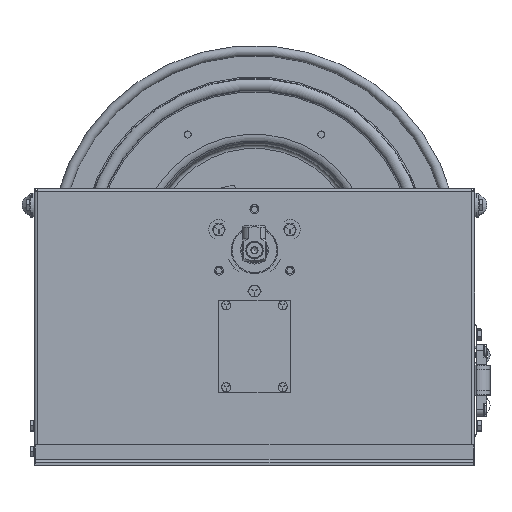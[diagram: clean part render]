
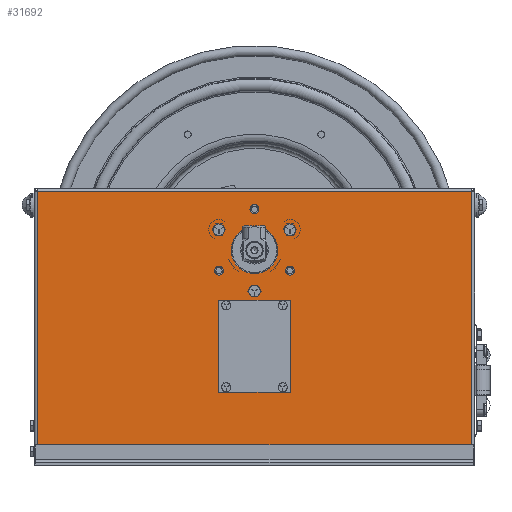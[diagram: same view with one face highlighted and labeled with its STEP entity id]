
A CAD part, top view. The second image highlights one B-rep face of the part: STEP entity #31692.
In plain terms, the highlighted planar face has unit normal (0, 0, 1).
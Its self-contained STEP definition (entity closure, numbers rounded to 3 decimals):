
#1636=FACE_BOUND('',#3375,.T.);
#1637=FACE_BOUND('',#3376,.T.);
#1638=FACE_BOUND('',#3377,.T.);
#1639=FACE_BOUND('',#3378,.T.);
#1640=FACE_BOUND('',#3379,.T.);
#1641=FACE_BOUND('',#3380,.T.);
#1642=FACE_BOUND('',#3381,.T.);
#1643=FACE_BOUND('',#3382,.T.);
#1644=FACE_BOUND('',#3383,.T.);
#1645=FACE_BOUND('',#3384,.T.);
#1646=FACE_BOUND('',#3385,.T.);
#1647=FACE_BOUND('',#3386,.T.);
#2347=PLANE('',#32667);
#2762=FACE_OUTER_BOUND('',#3374,.T.);
#3374=EDGE_LOOP('',(#24311,#24312,#24313,#24314));
#3375=EDGE_LOOP('',(#24315,#24316,#24317,#24318));
#3376=EDGE_LOOP('',(#24319));
#3377=EDGE_LOOP('',(#24320));
#3378=EDGE_LOOP('',(#24321));
#3379=EDGE_LOOP('',(#24322));
#3380=EDGE_LOOP('',(#24323));
#3381=EDGE_LOOP('',(#24324));
#3382=EDGE_LOOP('',(#24325));
#3383=EDGE_LOOP('',(#24326));
#3384=EDGE_LOOP('',(#24327));
#3385=EDGE_LOOP('',(#24328));
#3386=EDGE_LOOP('',(#24329));
#4700=CIRCLE('',#32668,0.155);
#4701=CIRCLE('',#32669,0.155);
#4702=CIRCLE('',#32670,0.155);
#4703=CIRCLE('',#32671,0.155);
#4704=CIRCLE('',#32672,0.22);
#4705=CIRCLE('',#32673,0.22);
#4706=CIRCLE('',#32674,0.22);
#4707=CIRCLE('',#32675,0.22);
#4708=CIRCLE('',#32676,0.22);
#4709=CIRCLE('',#32677,0.22);
#4710=CIRCLE('',#32678,1.14);
#5783=LINE('',#41157,#9187);
#5784=LINE('',#41163,#9188);
#5786=LINE('',#41169,#9190);
#5787=LINE('',#41170,#9191);
#5788=LINE('',#41173,#9192);
#5789=LINE('',#41175,#9193);
#5790=LINE('',#41177,#9194);
#5791=LINE('',#41178,#9195);
#9187=VECTOR('',#34365,13.351);
#9188=VECTOR('',#34372,21.201);
#9190=VECTOR('',#34378,21.201);
#9191=VECTOR('',#34379,13.351);
#9192=VECTOR('',#34380,4.);
#9193=VECTOR('',#34381,2.);
#9194=VECTOR('',#34382,4.);
#9195=VECTOR('',#34383,2.);
#12594=VERTEX_POINT('',#41154);
#12595=VERTEX_POINT('',#41156);
#12597=VERTEX_POINT('',#41162);
#12599=VERTEX_POINT('',#41168);
#12600=VERTEX_POINT('',#41171);
#12601=VERTEX_POINT('',#41172);
#12602=VERTEX_POINT('',#41174);
#12603=VERTEX_POINT('',#41176);
#12604=VERTEX_POINT('',#41179);
#12605=VERTEX_POINT('',#41181);
#12606=VERTEX_POINT('',#41183);
#12607=VERTEX_POINT('',#41185);
#12608=VERTEX_POINT('',#41187);
#12609=VERTEX_POINT('',#41189);
#12610=VERTEX_POINT('',#41191);
#12611=VERTEX_POINT('',#41193);
#12612=VERTEX_POINT('',#41195);
#12613=VERTEX_POINT('',#41197);
#12614=VERTEX_POINT('',#41199);
#18259=EDGE_CURVE('',#12595,#12594,#5783,.T.);
#18262=EDGE_CURVE('',#12597,#12595,#5784,.T.);
#18265=EDGE_CURVE('',#12599,#12594,#5786,.T.);
#18266=EDGE_CURVE('',#12599,#12597,#5787,.T.);
#18267=EDGE_CURVE('',#12600,#12601,#5788,.T.);
#18268=EDGE_CURVE('',#12601,#12602,#5789,.T.);
#18269=EDGE_CURVE('',#12602,#12603,#5790,.T.);
#18270=EDGE_CURVE('',#12603,#12600,#5791,.T.);
#18271=EDGE_CURVE('',#12604,#12604,#4700,.T.);
#18272=EDGE_CURVE('',#12605,#12605,#4701,.T.);
#18273=EDGE_CURVE('',#12606,#12606,#4702,.T.);
#18274=EDGE_CURVE('',#12607,#12607,#4703,.T.);
#18275=EDGE_CURVE('',#12608,#12608,#4704,.T.);
#18276=EDGE_CURVE('',#12609,#12609,#4705,.T.);
#18277=EDGE_CURVE('',#12610,#12610,#4706,.T.);
#18278=EDGE_CURVE('',#12611,#12611,#4707,.T.);
#18279=EDGE_CURVE('',#12612,#12612,#4708,.T.);
#18280=EDGE_CURVE('',#12613,#12613,#4709,.T.);
#18281=EDGE_CURVE('',#12614,#12614,#4710,.T.);
#24311=ORIENTED_EDGE('',*,*,#18259,.T.);
#24312=ORIENTED_EDGE('',*,*,#18265,.F.);
#24313=ORIENTED_EDGE('',*,*,#18266,.T.);
#24314=ORIENTED_EDGE('',*,*,#18262,.T.);
#24315=ORIENTED_EDGE('',*,*,#18267,.T.);
#24316=ORIENTED_EDGE('',*,*,#18268,.T.);
#24317=ORIENTED_EDGE('',*,*,#18269,.T.);
#24318=ORIENTED_EDGE('',*,*,#18270,.T.);
#24319=ORIENTED_EDGE('',*,*,#18271,.T.);
#24320=ORIENTED_EDGE('',*,*,#18272,.T.);
#24321=ORIENTED_EDGE('',*,*,#18273,.T.);
#24322=ORIENTED_EDGE('',*,*,#18274,.T.);
#24323=ORIENTED_EDGE('',*,*,#18275,.T.);
#24324=ORIENTED_EDGE('',*,*,#18276,.T.);
#24325=ORIENTED_EDGE('',*,*,#18277,.T.);
#24326=ORIENTED_EDGE('',*,*,#18278,.T.);
#24327=ORIENTED_EDGE('',*,*,#18279,.T.);
#24328=ORIENTED_EDGE('',*,*,#18280,.T.);
#24329=ORIENTED_EDGE('',*,*,#18281,.T.);
#31692=ADVANCED_FACE('',(#2762,#1636,#1637,#1638,#1639,#1640,#1641,#1642,
#1643,#1644,#1645,#1646,#1647),#2347,.T.);
#32667=AXIS2_PLACEMENT_3D('',#41167,#34376,#34377);
#32668=AXIS2_PLACEMENT_3D('',#41180,#34384,#34385);
#32669=AXIS2_PLACEMENT_3D('',#41182,#34386,#34387);
#32670=AXIS2_PLACEMENT_3D('',#41184,#34388,#34389);
#32671=AXIS2_PLACEMENT_3D('',#41186,#34390,#34391);
#32672=AXIS2_PLACEMENT_3D('',#41188,#34392,#34393);
#32673=AXIS2_PLACEMENT_3D('',#41190,#34394,#34395);
#32674=AXIS2_PLACEMENT_3D('',#41192,#34396,#34397);
#32675=AXIS2_PLACEMENT_3D('',#41194,#34398,#34399);
#32676=AXIS2_PLACEMENT_3D('',#41196,#34400,#34401);
#32677=AXIS2_PLACEMENT_3D('',#41198,#34402,#34403);
#32678=AXIS2_PLACEMENT_3D('',#41200,#34404,#34405);
#34365=DIRECTION('',(0.,-1.,0.));
#34372=DIRECTION('',(-1.,0.,0.));
#34376=DIRECTION('center_axis',(0.,0.,1.));
#34377=DIRECTION('ref_axis',(1.,0.,0.));
#34378=DIRECTION('',(-1.,0.,0.));
#34379=DIRECTION('',(0.,1.,0.));
#34380=DIRECTION('',(0.,1.,0.));
#34381=DIRECTION('',(1.,0.,0.));
#34382=DIRECTION('',(0.,-1.,0.));
#34383=DIRECTION('',(-1.,0.,0.));
#34384=DIRECTION('center_axis',(0.,0.,-1.));
#34385=DIRECTION('ref_axis',(1.,0.,0.));
#34386=DIRECTION('center_axis',(0.,0.,-1.));
#34387=DIRECTION('ref_axis',(1.,0.,0.));
#34388=DIRECTION('center_axis',(0.,0.,-1.));
#34389=DIRECTION('ref_axis',(1.,0.,0.));
#34390=DIRECTION('center_axis',(0.,0.,-1.));
#34391=DIRECTION('ref_axis',(1.,0.,0.));
#34392=DIRECTION('center_axis',(0.,0.,-1.));
#34393=DIRECTION('ref_axis',(1.,0.,0.));
#34394=DIRECTION('center_axis',(0.,0.,-1.));
#34395=DIRECTION('ref_axis',(1.,0.,0.));
#34396=DIRECTION('center_axis',(0.,0.,-1.));
#34397=DIRECTION('ref_axis',(1.,0.,0.));
#34398=DIRECTION('center_axis',(0.,0.,-1.));
#34399=DIRECTION('ref_axis',(1.,0.,0.));
#34400=DIRECTION('center_axis',(0.,0.,-1.));
#34401=DIRECTION('ref_axis',(1.,0.,0.));
#34402=DIRECTION('center_axis',(0.,0.,-1.));
#34403=DIRECTION('ref_axis',(1.,0.,0.));
#34404=DIRECTION('center_axis',(0.,0.,-1.));
#34405=DIRECTION('ref_axis',(-1.,0.,0.));
#41154=CARTESIAN_POINT('',(-10.601,-6.75,0.075));
#41156=CARTESIAN_POINT('',(-10.601,6.601,0.075));
#41157=CARTESIAN_POINT('',(-10.601,3.3,0.075));
#41162=CARTESIAN_POINT('',(10.601,6.601,0.075));
#41163=CARTESIAN_POINT('',(5.375,6.601,0.075));
#41167=CARTESIAN_POINT('Origin',(0.,0.,
0.075));
#41168=CARTESIAN_POINT('',(10.601,-6.75,0.075));
#41169=CARTESIAN_POINT('',(10.75,-6.75,0.075));
#41170=CARTESIAN_POINT('',(10.601,-3.375,0.075));
#41171=CARTESIAN_POINT('',(-1.,-2.94,0.075));
#41172=CARTESIAN_POINT('',(-1.,1.06,0.075));
#41173=CARTESIAN_POINT('',(-1.,0.53,0.075));
#41174=CARTESIAN_POINT('',(1.,1.06,0.075));
#41175=CARTESIAN_POINT('',(0.5,1.06,0.075));
#41176=CARTESIAN_POINT('',(1.,-2.94,0.075));
#41177=CARTESIAN_POINT('',(1.,-1.47,0.075));
#41178=CARTESIAN_POINT('',(-0.5,-2.94,0.075));
#41179=CARTESIAN_POINT('',(1.53,-2.94,0.075));
#41180=CARTESIAN_POINT('Origin',(1.375,-2.94,0.075));
#41181=CARTESIAN_POINT('',(-1.22,1.06,0.075));
#41182=CARTESIAN_POINT('Origin',(-1.375,1.06,0.075));
#41183=CARTESIAN_POINT('',(1.53,1.06,0.075));
#41184=CARTESIAN_POINT('Origin',(1.375,1.06,0.075));
#41185=CARTESIAN_POINT('',(-1.22,-2.94,0.075));
#41186=CARTESIAN_POINT('Origin',(-1.375,-2.94,0.075));
#41187=CARTESIAN_POINT('',(1.952,2.75,0.075));
#41188=CARTESIAN_POINT('Origin',(1.732,2.75,0.075));
#41189=CARTESIAN_POINT('',(-1.512,2.75,0.075));
#41190=CARTESIAN_POINT('Origin',(-1.732,2.75,0.075));
#41191=CARTESIAN_POINT('',(0.22,5.75,0.075));
#41192=CARTESIAN_POINT('Origin',(0.,5.75,0.075));
#41193=CARTESIAN_POINT('',(-1.512,4.75,0.075));
#41194=CARTESIAN_POINT('Origin',(-1.732,4.75,0.075));
#41195=CARTESIAN_POINT('',(0.22,1.75,0.075));
#41196=CARTESIAN_POINT('Origin',(0.,1.75,0.075));
#41197=CARTESIAN_POINT('',(1.952,4.75,0.075));
#41198=CARTESIAN_POINT('Origin',(1.732,4.75,0.075));
#41199=CARTESIAN_POINT('',(1.14,3.75,0.075));
#41200=CARTESIAN_POINT('Origin',(0.,3.75,0.075));
